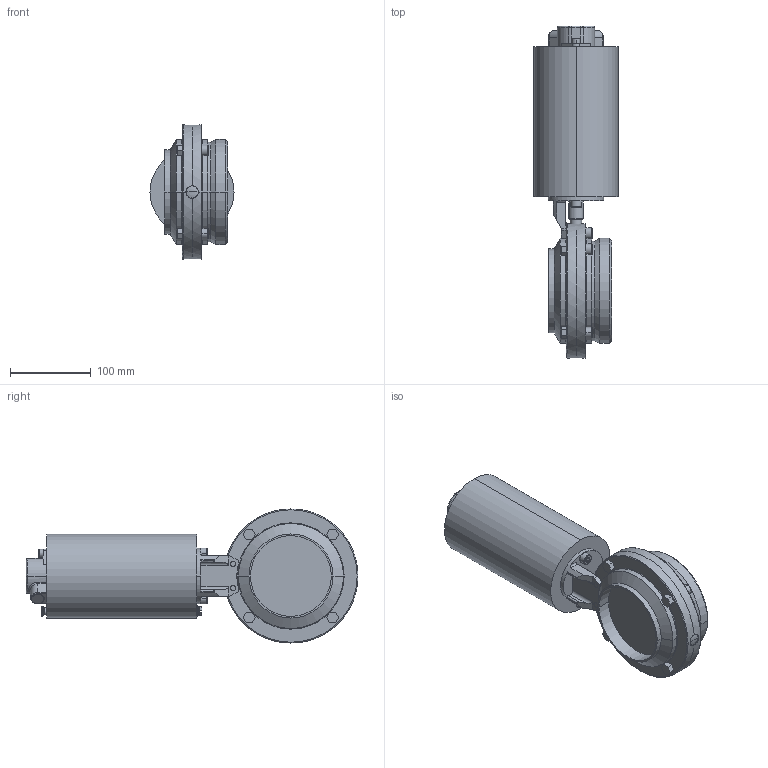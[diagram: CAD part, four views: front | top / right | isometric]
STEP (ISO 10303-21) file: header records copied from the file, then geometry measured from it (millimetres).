
FILE_DESCRIPTION(('OneSpaceDesigner STEP Export'),'2;1');
FILE_NAME('4502.100.130.stp','2009-08-27T 8:41:09',(''),(''),'OneSpace Designer STEP processor (Jan. 2003) for AP214(CD)(Solid Model)','OneSpace Designer 12.01F 09-Nov-2004 (C) CoCreate Software GmbH','');
FILE_SCHEMA(('AUTOMOTIVE_DESIGN_CC2 {1 2 10303 214 -1 1 5 1}'));
Length unit declared in the file: millimetre
Products named in the file (2): 4502.100.130-021.1_1; 4502.100.130-021.1
Assembly tree (1 placements, depth 2):
  4502.100.130-021.1
    4502.100.130-021.1_1
Bounding box: 104 x 410.94 x 166 mm (x, y, z)
Volume: 2484190.2 mm3; surface area: 216316.7 mm2
Topology: 1 solids, 1 shells, 438 faces, 993 edges, 591 vertices
Faces by surface type: plane 170, cylinder 129, cone 78, torus 51, bspline 6, extrusion 2, sphere 2
Entity records: 22844 total; most frequent: CARTESIAN_POINT 10668, ORIENTED_EDGE 1982, DIRECTION 1489, EDGE_CURVE 991, VERTEX_POINT 591, AXIS2_PLACEMENT_3D 530, EDGE_LOOP 486, COLOUR_RGB 439
